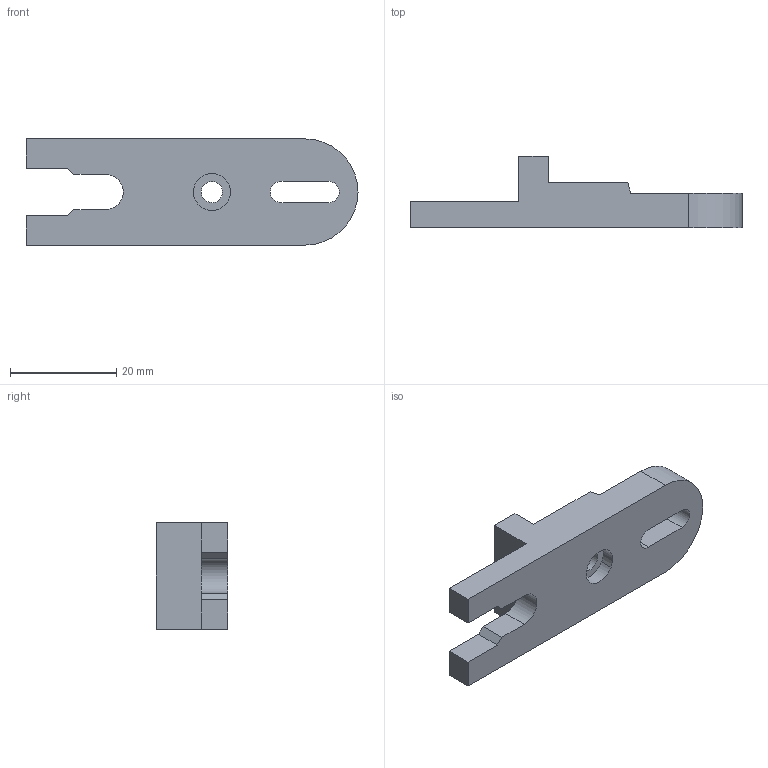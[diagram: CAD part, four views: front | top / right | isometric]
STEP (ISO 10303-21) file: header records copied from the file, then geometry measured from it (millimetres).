
FILE_DESCRIPTION((''),'2;1');
FILE_NAME('GW44621','2020-07-23T23:22:29',('user'),('Technoprobe spa'),'CREO PARAMETRIC BY PTC INC, 2019471','CREO PARAMETRIC BY PTC INC, 2019471','');
FILE_SCHEMA(('CONFIG_CONTROL_DESIGN'));
Length unit declared in the file: millimetre
Products named in the file (1): GW44621
Bounding box: 62.5 x 13.5 x 20 mm (x, y, z)
Volume: 7386.1 mm3; surface area: 3894.9 mm2
Topology: 1 solids, 1 shells, 33 faces, 89 edges, 60 vertices
Faces by surface type: plane 22, cylinder 11
Entity records: 1089 total; most frequent: CARTESIAN_POINT 182, DIRECTION 179, ORIENTED_EDGE 178, EDGE_CURVE 89, VECTOR 65, LINE 65, VERTEX_POINT 60, AXIS2_PLACEMENT_3D 57
